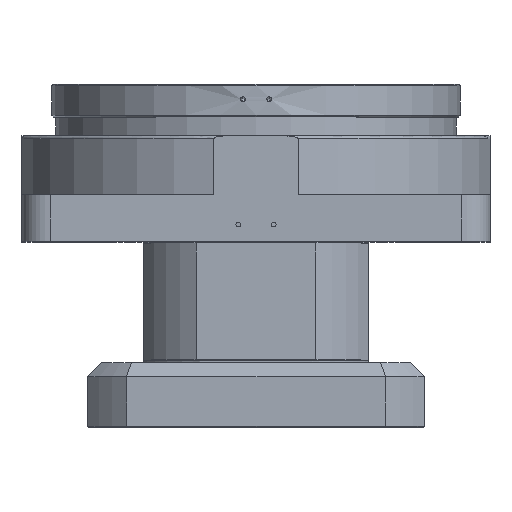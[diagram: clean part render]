
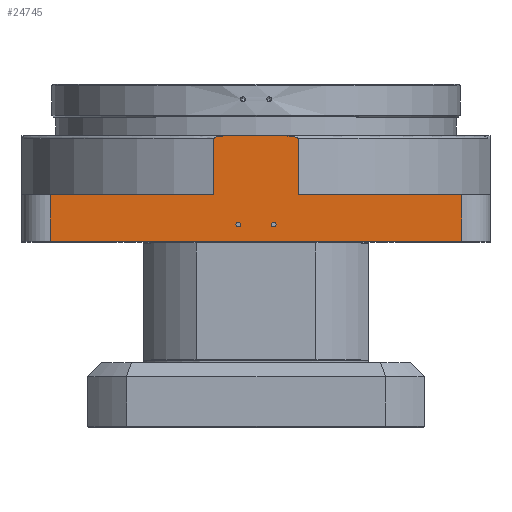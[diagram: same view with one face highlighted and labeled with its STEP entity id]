
A CAD part, top view. The second image highlights one B-rep face of the part: STEP entity #24745.
In plain terms, the highlighted planar face has unit normal (0, 0, 1).
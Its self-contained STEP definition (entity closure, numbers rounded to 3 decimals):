
#10443=CARTESIAN_POINT('',(-8.25,9.0,125.0));
#10444=VERTEX_POINT('',#10443);
#10445=CARTESIAN_POINT('',(-9.5,9.0,125.0));
#10446=DIRECTION('',(0.0,0.0,1.0));
#10447=DIRECTION('',(1.0,0.0,0.0));
#10448=AXIS2_PLACEMENT_3D('',#10445,#10446,#10447);
#10449=CIRCLE('',#10448,1.25);
#10450=EDGE_CURVE('',#10444,#10444,#10449,.T.);
#10508=CARTESIAN_POINT('',(10.75,9.0,125.0));
#10509=VERTEX_POINT('',#10508);
#10510=CARTESIAN_POINT('',(9.5,9.0,125.0));
#10511=DIRECTION('',(0.0,0.0,1.0));
#10512=DIRECTION('',(1.0,0.0,0.0));
#10513=AXIS2_PLACEMENT_3D('',#10510,#10511,#10512);
#10514=CIRCLE('',#10513,1.25);
#10515=EDGE_CURVE('',#10509,#10509,#10514,.T.);
#24267=CARTESIAN_POINT('',(110.0,0.0,125.0));
#24268=VERTEX_POINT('',#24267);
#24276=CARTESIAN_POINT('',(-110.0,0.0,125.0));
#24277=VERTEX_POINT('',#24276);
#24278=CARTESIAN_POINT('',(-110.0,0.0,125.0));
#24279=DIRECTION('',(1.0,0.0,0.0));
#24280=VECTOR('',#24279,220.0);
#24281=LINE('',#24278,#24280);
#24282=EDGE_CURVE('',#24277,#24268,#24281,.T.);
#24453=CARTESIAN_POINT('',(-11.192,56.5,125.0));
#24454=VERTEX_POINT('',#24453);
#24462=CARTESIAN_POINT('',(11.192,56.5,125.0));
#24463=VERTEX_POINT('',#24462);
#24464=CARTESIAN_POINT('',(-11.192,56.5,125.0));
#24465=DIRECTION('',(1.0,0.0,0.0));
#24466=VECTOR('',#24465,22.383);
#24467=LINE('',#24464,#24466);
#24468=EDGE_CURVE('',#24454,#24463,#24467,.T.);
#24644=CARTESIAN_POINT('',(-125.0,56.5,125.0));
#24645=DIRECTION('',(0.0,0.0,-1.0));
#24646=DIRECTION('',(-1.0,0.0,0.0));
#24647=AXIS2_PLACEMENT_3D('',#24644,#24645,#24646);
#24648=PLANE('',#24647);
#24649=ORIENTED_EDGE('',*,*,#24468,.F.);
#24650=CARTESIAN_POINT('',(-22.45,55.0,125.0));
#24651=VERTEX_POINT('',#24650);
#24652=CARTESIAN_POINT('',(-11.192,56.5,125.0));
#24653=CARTESIAN_POINT('',(-12.819,56.5,125.0));
#24654=CARTESIAN_POINT('',(-14.606,56.482,125.0));
#24655=CARTESIAN_POINT('',(-17.259,56.341,125.0));
#24656=CARTESIAN_POINT('',(-18.138,56.275,125.0));
#24657=CARTESIAN_POINT('',(-19.418,56.122,125.0));
#24658=CARTESIAN_POINT('',(-19.838,56.062,125.0));
#24659=CARTESIAN_POINT('',(-20.66,55.912,125.0));
#24660=CARTESIAN_POINT('',(-21.062,55.824,125.0));
#24661=CARTESIAN_POINT('',(-21.739,55.607,125.0));
#24662=CARTESIAN_POINT('',(-22.082,55.484,125.0));
#24663=CARTESIAN_POINT('',(-22.348,55.236,125.0));
#24664=CARTESIAN_POINT('',(-22.394,55.181,125.0));
#24665=CARTESIAN_POINT('',(-22.438,55.089,125.0));
#24666=CARTESIAN_POINT('',(-22.45,55.041,125.0));
#24667=CARTESIAN_POINT('',(-22.45,55.0,125.0));
#24668=B_SPLINE_CURVE_WITH_KNOTS('',3,(#24652,#24653,#24654,#24655,#24656,#24657,#24658,#24659,#24660,#24661,#24662,#24663,#24664,#24665,#24666,#24667),.UNSPECIFIED.,.F.,.U.,(4,2,2,2,2,2,2,4),(-7.541,-7.052,-6.808,-6.686,-6.564,-6.473,-6.455,-6.442),.UNSPECIFIED.);
#24669=EDGE_CURVE('',#24454,#24651,#24668,.T.);
#24670=ORIENTED_EDGE('',*,*,#24669,.T.);
#24671=CARTESIAN_POINT('',(-22.45,25.0,125.0));
#24672=VERTEX_POINT('',#24671);
#24673=CARTESIAN_POINT('',(-22.45,25.0,125.0));
#24674=DIRECTION('',(0.0,1.0,0.0));
#24675=VECTOR('',#24674,30.0);
#24676=LINE('',#24673,#24675);
#24677=EDGE_CURVE('',#24672,#24651,#24676,.T.);
#24678=ORIENTED_EDGE('',*,*,#24677,.F.);
#24679=CARTESIAN_POINT('',(-110.0,25.0,125.0));
#24680=VERTEX_POINT('',#24679);
#24681=CARTESIAN_POINT('',(-110.0,25.0,125.0));
#24682=DIRECTION('',(1.0,0.0,0.0));
#24683=VECTOR('',#24682,87.55);
#24684=LINE('',#24681,#24683);
#24685=EDGE_CURVE('',#24680,#24672,#24684,.T.);
#24686=ORIENTED_EDGE('',*,*,#24685,.F.);
#24687=CARTESIAN_POINT('',(-110.0,25.0,125.0));
#24688=DIRECTION('',(0.0,-1.0,0.0));
#24689=VECTOR('',#24688,25.0);
#24690=LINE('',#24687,#24689);
#24691=EDGE_CURVE('',#24680,#24277,#24690,.T.);
#24692=ORIENTED_EDGE('',*,*,#24691,.T.);
#24693=ORIENTED_EDGE('',*,*,#24282,.T.);
#24694=CARTESIAN_POINT('',(110.0,25.0,125.0));
#24695=VERTEX_POINT('',#24694);
#24696=CARTESIAN_POINT('',(110.0,0.0,125.0));
#24697=DIRECTION('',(0.0,1.0,0.0));
#24698=VECTOR('',#24697,25.0);
#24699=LINE('',#24696,#24698);
#24700=EDGE_CURVE('',#24268,#24695,#24699,.T.);
#24701=ORIENTED_EDGE('',*,*,#24700,.T.);
#24702=CARTESIAN_POINT('',(22.45,25.0,125.0));
#24703=VERTEX_POINT('',#24702);
#24704=CARTESIAN_POINT('',(22.45,25.0,125.0));
#24705=DIRECTION('',(1.0,0.0,0.0));
#24706=VECTOR('',#24705,87.55);
#24707=LINE('',#24704,#24706);
#24708=EDGE_CURVE('',#24703,#24695,#24707,.T.);
#24709=ORIENTED_EDGE('',*,*,#24708,.F.);
#24710=CARTESIAN_POINT('',(22.45,55.0,125.0));
#24711=VERTEX_POINT('',#24710);
#24712=CARTESIAN_POINT('',(22.45,25.0,125.0));
#24713=DIRECTION('',(0.0,1.0,0.0));
#24714=VECTOR('',#24713,30.0);
#24715=LINE('',#24712,#24714);
#24716=EDGE_CURVE('',#24703,#24711,#24715,.T.);
#24717=ORIENTED_EDGE('',*,*,#24716,.T.);
#24718=CARTESIAN_POINT('',(22.45,55.0,125.0));
#24719=CARTESIAN_POINT('',(22.45,55.041,125.0));
#24720=CARTESIAN_POINT('',(22.438,55.089,125.0));
#24721=CARTESIAN_POINT('',(22.394,55.181,125.0));
#24722=CARTESIAN_POINT('',(22.348,55.236,125.0));
#24723=CARTESIAN_POINT('',(22.082,55.484,125.0));
#24724=CARTESIAN_POINT('',(21.739,55.607,125.0));
#24725=CARTESIAN_POINT('',(21.062,55.824,125.0));
#24726=CARTESIAN_POINT('',(20.66,55.912,125.0));
#24727=CARTESIAN_POINT('',(19.838,56.062,125.0));
#24728=CARTESIAN_POINT('',(19.418,56.122,125.0));
#24729=CARTESIAN_POINT('',(18.138,56.275,125.0));
#24730=CARTESIAN_POINT('',(17.259,56.341,125.0));
#24731=CARTESIAN_POINT('',(14.606,56.482,125.0));
#24732=CARTESIAN_POINT('',(12.819,56.5,125.0));
#24733=CARTESIAN_POINT('',(11.192,56.5,125.0));
#24734=B_SPLINE_CURVE_WITH_KNOTS('',3,(#24718,#24719,#24720,#24721,#24722,#24723,#24724,#24725,#24726,#24727,#24728,#24729,#24730,#24731,#24732,#24733),.UNSPECIFIED.,.F.,.U.,(4,2,2,2,2,2,2,4),(-2.147,-2.135,-2.117,-2.026,-1.904,-1.782,-1.538,-1.049),.UNSPECIFIED.);
#24735=EDGE_CURVE('',#24711,#24463,#24734,.T.);
#24736=ORIENTED_EDGE('',*,*,#24735,.T.);
#24737=EDGE_LOOP('',(#24649,#24670,#24678,#24686,#24692,#24693,#24701,#24709,#24717,#24736));
#24738=FACE_OUTER_BOUND('',#24737,.T.);
#24739=ORIENTED_EDGE('',*,*,#10515,.F.);
#24740=EDGE_LOOP('',(#24739));
#24741=FACE_BOUND('',#24740,.T.);
#24742=ORIENTED_EDGE('',*,*,#10450,.F.);
#24743=EDGE_LOOP('',(#24742));
#24744=FACE_BOUND('',#24743,.T.);
#24745=ADVANCED_FACE('',(#24738,#24741,#24744),#24648,.F.);
